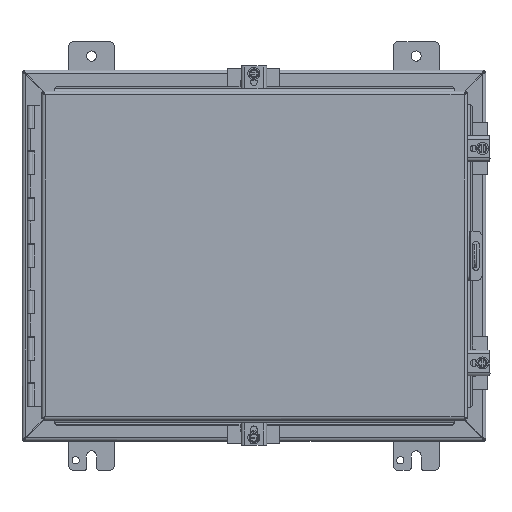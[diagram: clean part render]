
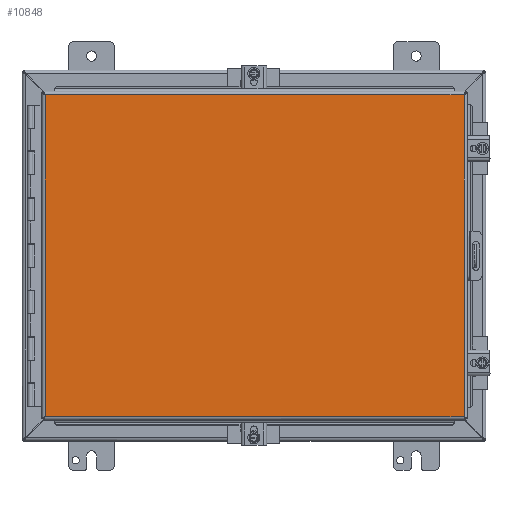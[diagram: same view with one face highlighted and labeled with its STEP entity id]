
A CAD part, top view. The second image highlights one B-rep face of the part: STEP entity #10848.
In plain terms, the highlighted face is planar.
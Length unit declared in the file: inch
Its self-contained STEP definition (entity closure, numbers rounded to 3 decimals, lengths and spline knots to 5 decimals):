
#1196=PLANE('',#11532);
#1833=LINE('',#18398,#2782);
#1839=LINE('',#18519,#2788);
#1849=LINE('',#18672,#2798);
#1852=LINE('',#18705,#2801);
#2782=VECTOR('',#13294,18.0695);
#2788=VECTOR('',#13308,18.0695);
#2798=VECTOR('',#13330,13.882);
#2801=VECTOR('',#13339,13.882);
#3642=FACE_OUTER_BOUND('',#4280,.T.);
#4280=EDGE_LOOP('',(#8953,#8954,#8955,#8956));
#5346=VERTEX_POINT('',#18389);
#5347=VERTEX_POINT('',#18397);
#5350=VERTEX_POINT('',#18467);
#5351=VERTEX_POINT('',#18511);
#6614=EDGE_CURVE('',#5347,#5346,#1833,.T.);
#6627=EDGE_CURVE('',#5350,#5351,#1839,.T.);
#6644=EDGE_CURVE('',#5346,#5350,#1849,.T.);
#6648=EDGE_CURVE('',#5351,#5347,#1852,.T.);
#8953=ORIENTED_EDGE('',*,*,#6644,.T.);
#8954=ORIENTED_EDGE('',*,*,#6627,.T.);
#8955=ORIENTED_EDGE('',*,*,#6648,.T.);
#8956=ORIENTED_EDGE('',*,*,#6614,.T.);
#10848=ADVANCED_FACE('',(#3642),#1196,.F.);
#11532=AXIS2_PLACEMENT_3D('',#18785,#13353,#13354);
#13294=DIRECTION('',(-1.,0.,0.));
#13308=DIRECTION('',(1.,0.,0.));
#13330=DIRECTION('',(0.,1.,0.));
#13339=DIRECTION('',(0.,-1.,0.));
#13353=DIRECTION('center_axis',(0.,0.,1.));
#13354=DIRECTION('ref_axis',(1.,0.,0.));
#18389=CARTESIAN_POINT('',(-9.03475,-6.941,0.));
#18397=CARTESIAN_POINT('',(9.03475,-6.941,0.));
#18398=CARTESIAN_POINT('',(4.51738,-6.941,0.));
#18467=CARTESIAN_POINT('',(-9.03475,6.941,0.));
#18511=CARTESIAN_POINT('',(9.03475,6.941,0.));
#18519=CARTESIAN_POINT('',(-4.59375,6.941,0.));
#18672=CARTESIAN_POINT('',(-9.03475,-3.4705,0.));
#18705=CARTESIAN_POINT('',(9.03475,3.4705,0.));
#18785=CARTESIAN_POINT('Origin',(0.,0.,0.));
